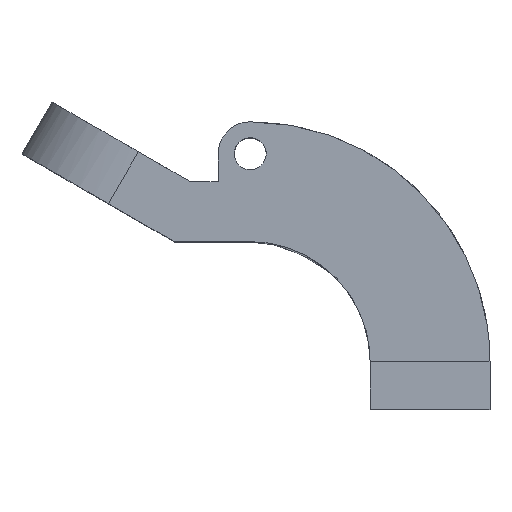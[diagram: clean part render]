
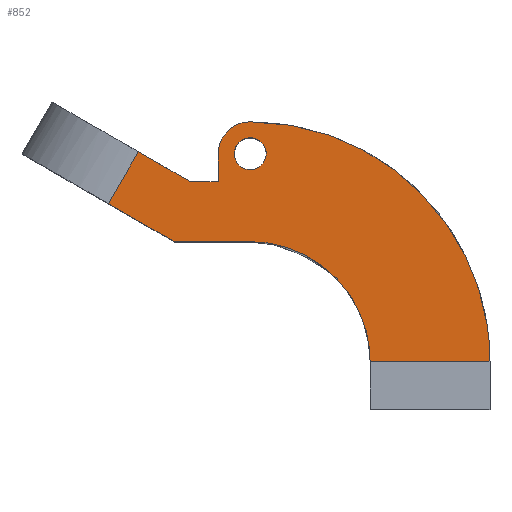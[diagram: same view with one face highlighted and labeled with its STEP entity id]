
A CAD part, top view. The second image highlights one B-rep face of the part: STEP entity #852.
In plain terms, the highlighted free-form (B-spline) face has degree [1, 1] with [2, 2] control points.
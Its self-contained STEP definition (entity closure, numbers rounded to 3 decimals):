
#120 = VERTEX_POINT('',#121);
#121 = CARTESIAN_POINT('',(4.971,64.619,31.067
    ));
#126 = EDGE_CURVE('',#127,#120,#129,.T.);
#127 = VERTEX_POINT('',#128);
#128 = CARTESIAN_POINT('',(-4.971,64.619,
    31.067));
#129 = ( BOUNDED_CURVE() B_SPLINE_CURVE(2,(#130,#131,#132,#133,#134),
.UNSPECIFIED.,.F.,.F.) B_SPLINE_CURVE_WITH_KNOTS((3,2,3),(3.142,
4.712,6.283),.PIECEWISE_BEZIER_KNOTS.) CURVE() 
GEOMETRIC_REPRESENTATION_ITEM() RATIONAL_B_SPLINE_CURVE((1.,
0.707,1.,0.707,1.)) REPRESENTATION_ITEM('') );
#130 = CARTESIAN_POINT('',(-4.971,64.619,
    31.067));
#131 = CARTESIAN_POINT('',(-4.971,59.648,
    31.067));
#132 = CARTESIAN_POINT('',(0.,59.648,
    31.067));
#133 = CARTESIAN_POINT('',(4.971,59.648,31.067
    ));
#134 = CARTESIAN_POINT('',(4.971,64.619,31.067
    ));
#166 = VERTEX_POINT('',#167);
#167 = CARTESIAN_POINT('',(0.,74.56,
    31.067));
#183 = VERTEX_POINT('',#184);
#184 = CARTESIAN_POINT('',(-9.941,64.619,
    31.067));
#189 = EDGE_CURVE('',#166,#183,#190,.T.);
#190 = ( BOUNDED_CURVE() B_SPLINE_CURVE(2,(#191,#192,#193),
.UNSPECIFIED.,.F.,.F.) B_SPLINE_CURVE_WITH_KNOTS((3,3),(1.571,
3.142),.PIECEWISE_BEZIER_KNOTS.) CURVE() 
GEOMETRIC_REPRESENTATION_ITEM() RATIONAL_B_SPLINE_CURVE((1.,
0.707,1.)) REPRESENTATION_ITEM('') );
#191 = CARTESIAN_POINT('',(0.,74.56,
    31.067));
#192 = CARTESIAN_POINT('',(-9.941,74.56,
    31.067));
#193 = CARTESIAN_POINT('',(-9.941,64.619,
    31.067));
#214 = VERTEX_POINT('',#215);
#215 = CARTESIAN_POINT('',(-9.941,55.92,
    31.067));
#220 = EDGE_CURVE('',#183,#214,#221,.T.);
#221 = B_SPLINE_CURVE_WITH_KNOTS('',1,(#222,#223),.UNSPECIFIED.,.F.,.F.,
  (2,2),(-52.,-45.),.PIECEWISE_BEZIER_KNOTS.);
#222 = CARTESIAN_POINT('',(-9.941,64.619,
    31.067));
#223 = CARTESIAN_POINT('',(-9.941,55.92,
    31.067));
#234 = VERTEX_POINT('',#235);
#235 = CARTESIAN_POINT('',(37.28,0.,31.067));
#313 = VERTEX_POINT('',#314);
#314 = CARTESIAN_POINT('',(74.56,0.,
    31.067));
#339 = EDGE_CURVE('',#120,#127,#340,.T.);
#340 = ( BOUNDED_CURVE() B_SPLINE_CURVE(2,(#341,#342,#343,#344,#345),
.UNSPECIFIED.,.F.,.F.) B_SPLINE_CURVE_WITH_KNOTS((3,2,3),(0.,
1.571,3.142),.PIECEWISE_BEZIER_KNOTS.) CURVE() 
GEOMETRIC_REPRESENTATION_ITEM() RATIONAL_B_SPLINE_CURVE((1.,
0.707,1.,0.707,1.)) REPRESENTATION_ITEM('') );
#341 = CARTESIAN_POINT('',(4.971,64.619,31.067
    ));
#342 = CARTESIAN_POINT('',(4.971,69.59,31.067
    ));
#343 = CARTESIAN_POINT('',(0.,69.59,
    31.067));
#344 = CARTESIAN_POINT('',(-4.971,69.59,
    31.067));
#345 = CARTESIAN_POINT('',(-4.971,64.619,
    31.067));
#472 = EDGE_CURVE('',#166,#313,#473,.T.);
#473 = ( BOUNDED_CURVE() B_SPLINE_CURVE(2,(#474,#475,#476),
.UNSPECIFIED.,.F.,.F.) B_SPLINE_CURVE_WITH_KNOTS((3,3),(4.712,
6.283),.PIECEWISE_BEZIER_KNOTS.) CURVE() 
GEOMETRIC_REPRESENTATION_ITEM() RATIONAL_B_SPLINE_CURVE((1.,
0.707,1.)) REPRESENTATION_ITEM('') );
#474 = CARTESIAN_POINT('',(0.,74.56,
    31.067));
#475 = CARTESIAN_POINT('',(74.56,74.56,
    31.067));
#476 = CARTESIAN_POINT('',(74.56,0.,
    31.067));
#587 = VERTEX_POINT('',#588);
#588 = CARTESIAN_POINT('',(-18.64,55.92,
    31.067));
#593 = EDGE_CURVE('',#214,#587,#594,.T.);
#594 = B_SPLINE_CURVE_WITH_KNOTS('',1,(#595,#596),.UNSPECIFIED.,.F.,.F.,
  (2,2),(8.,15.),.PIECEWISE_BEZIER_KNOTS.);
#595 = CARTESIAN_POINT('',(-9.941,55.92,
    31.067));
#596 = CARTESIAN_POINT('',(-18.64,55.92,
    31.067));
#632 = VERTEX_POINT('',#633);
#633 = CARTESIAN_POINT('',(-34.783,65.24,
    31.067));
#641 = EDGE_CURVE('',#587,#632,#642,.T.);
#642 = B_SPLINE_CURVE_WITH_KNOTS('',1,(#643,#644),.UNSPECIFIED.,.F.,.F.,
  (2,2),(35.49,50.49),.PIECEWISE_BEZIER_KNOTS.);
#643 = CARTESIAN_POINT('',(-18.64,55.92,
    31.067));
#644 = CARTESIAN_POINT('',(-34.783,65.24,
    31.067));
#666 = EDGE_CURVE('',#667,#669,#671,.T.);
#667 = VERTEX_POINT('',#668);
#668 = CARTESIAN_POINT('',(-44.103,49.098,
    31.067));
#669 = VERTEX_POINT('',#670);
#670 = CARTESIAN_POINT('',(-23.635,37.28,
    31.067));
#671 = B_SPLINE_CURVE_WITH_KNOTS('',1,(#672,#673),.UNSPECIFIED.,.F.,.F.,
  (2,2),(-50.49,-31.471),.PIECEWISE_BEZIER_KNOTS.);
#672 = CARTESIAN_POINT('',(-44.103,49.098,
    31.067));
#673 = CARTESIAN_POINT('',(-23.635,37.28,
    31.067));
#699 = VERTEX_POINT('',#700);
#700 = CARTESIAN_POINT('',(0.,37.28,31.067));
#705 = EDGE_CURVE('',#669,#699,#706,.T.);
#706 = B_SPLINE_CURVE_WITH_KNOTS('',1,(#707,#708),.UNSPECIFIED.,.F.,.F.,
  (2,2),(-19.019,0.),.PIECEWISE_BEZIER_KNOTS.);
#707 = CARTESIAN_POINT('',(-23.635,37.28,
    31.067));
#708 = CARTESIAN_POINT('',(0.,37.28,31.067));
#736 = EDGE_CURVE('',#699,#234,#737,.T.);
#737 = ( BOUNDED_CURVE() B_SPLINE_CURVE(2,(#738,#739,#740),
.UNSPECIFIED.,.F.,.F.) B_SPLINE_CURVE_WITH_KNOTS((3,3),(4.712,
6.283),.PIECEWISE_BEZIER_KNOTS.) CURVE() 
GEOMETRIC_REPRESENTATION_ITEM() RATIONAL_B_SPLINE_CURVE((1.,
0.707,1.)) REPRESENTATION_ITEM('') );
#738 = CARTESIAN_POINT('',(0.,37.28,
    31.067));
#739 = CARTESIAN_POINT('',(37.28,37.28,
    31.067));
#740 = CARTESIAN_POINT('',(37.28,0.,
    31.067));
#852 = ADVANCED_FACE('',(#853,#873),#877,.T.);
#853 = FACE_BOUND('',#854,.T.);
#854 = EDGE_LOOP('',(#855,#860,#861,#862,#863,#868,#869,#870,#871,#872)
  );
#855 = ORIENTED_EDGE('',*,*,#856,.F.);
#856 = EDGE_CURVE('',#667,#632,#857,.T.);
#857 = B_SPLINE_CURVE_WITH_KNOTS('',1,(#858,#859),.UNSPECIFIED.,.F.,.F.,
  (2,2),(-95.,-80.),.PIECEWISE_BEZIER_KNOTS.);
#858 = CARTESIAN_POINT('',(-44.103,49.098,
    31.067));
#859 = CARTESIAN_POINT('',(-34.783,65.24,
    31.067));
#860 = ORIENTED_EDGE('',*,*,#666,.T.);
#861 = ORIENTED_EDGE('',*,*,#705,.T.);
#862 = ORIENTED_EDGE('',*,*,#736,.T.);
#863 = ORIENTED_EDGE('',*,*,#864,.T.);
#864 = EDGE_CURVE('',#234,#313,#865,.T.);
#865 = B_SPLINE_CURVE_WITH_KNOTS('',1,(#866,#867),.UNSPECIFIED.,.F.,.F.,
  (2,2),(30.,60.),.PIECEWISE_BEZIER_KNOTS.);
#866 = CARTESIAN_POINT('',(37.28,0.,31.067));
#867 = CARTESIAN_POINT('',(74.56,0.,31.067));
#868 = ORIENTED_EDGE('',*,*,#472,.F.);
#869 = ORIENTED_EDGE('',*,*,#189,.T.);
#870 = ORIENTED_EDGE('',*,*,#220,.T.);
#871 = ORIENTED_EDGE('',*,*,#593,.T.);
#872 = ORIENTED_EDGE('',*,*,#641,.T.);
#873 = FACE_BOUND('',#874,.T.);
#874 = EDGE_LOOP('',(#875,#876));
#875 = ORIENTED_EDGE('',*,*,#339,.F.);
#876 = ORIENTED_EDGE('',*,*,#126,.F.);
#877 = B_SPLINE_SURFACE_WITH_KNOTS('',1,1,(
    (#878,#879)
    ,(#880,#881
    )),.UNSPECIFIED.,.F.,.F.,.F.,(2,2),(2,2),(-35.49,60.),(0.,
    60.),.PIECEWISE_BEZIER_KNOTS.);
#878 = CARTESIAN_POINT('',(-44.103,0.,31.067));
#879 = CARTESIAN_POINT('',(-44.103,74.56,
    31.067));
#880 = CARTESIAN_POINT('',(74.56,0.,31.067));
#881 = CARTESIAN_POINT('',(74.56,74.56,
    31.067));
